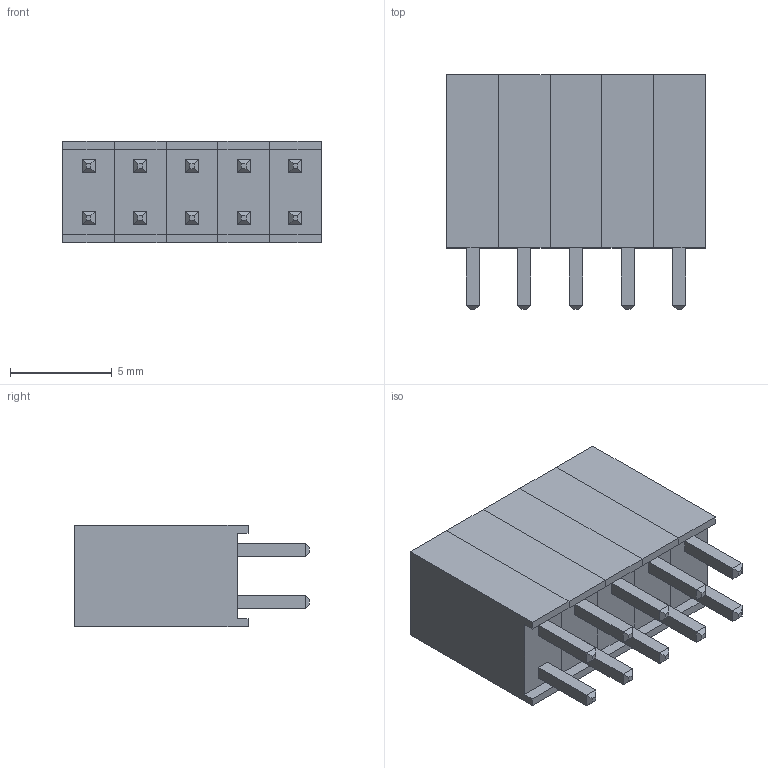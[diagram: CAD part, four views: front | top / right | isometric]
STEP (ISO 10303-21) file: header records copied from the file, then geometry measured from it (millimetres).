
FILE_DESCRIPTION (( 'STEP AP214' ), '1' );
FILE_NAME ('DS-1023-10.STEP', '2019-07-10T22:28:07', ( '' ), ( '' ), 'SwSTEP 2.0', 'SolidWorks 2018', '' );
FILE_SCHEMA (( 'AUTOMOTIVE_DESIGN' ));
Length unit declared in the file: millimetre
Products named in the file (1): DS-1023-10
Bounding box: 12.7 x 11.5 x 5 mm (x, y, z)
Volume: 502.4 mm3; surface area: 937.1 mm2
Topology: 5 solids, 5 shells, 230 faces, 520 edges, 320 vertices
Faces by surface type: plane 230
Entity records: 8784 total; most frequent: CARTESIAN_POINT 1071, ORIENTED_EDGE 1040, DIRECTION 982, LINE 520, VECTOR 520, EDGE_CURVE 520, VERTEX_POINT 320, EDGE_LOOP 250
